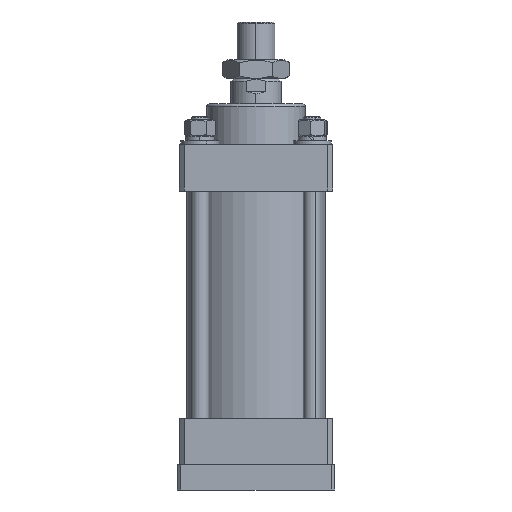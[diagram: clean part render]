
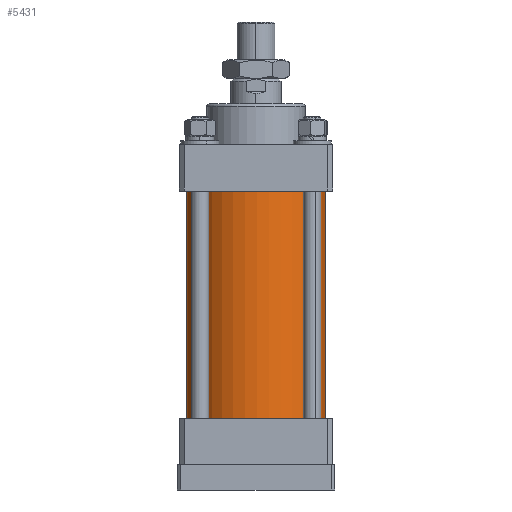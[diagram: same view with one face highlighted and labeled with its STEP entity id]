
A CAD part, front view. The second image highlights one B-rep face of the part: STEP entity #5431.
In plain terms, the highlighted cylindrical face has radius 55 mm (diameter 110 mm), a partial arc.
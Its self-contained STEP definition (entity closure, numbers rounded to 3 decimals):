
#10 = VERTEX_POINT ( 'NONE', #2049 ) ;
#200 = VERTEX_POINT ( 'NONE', #6143 ) ;
#248 = VERTEX_POINT ( 'NONE', #6100 ) ;
#506 = VERTEX_POINT ( 'NONE', #7088 ) ;
#966 = CARTESIAN_POINT ( 'NONE',  ( 55., 0., 180. ) ) ;
#968 = DIRECTION ( 'NONE',  ( 0., 0., -1. ) ) ;
#981 = CARTESIAN_POINT ( 'NONE',  ( -55., 0., 180. ) ) ;
#982 = DIRECTION ( 'NONE',  ( 0., 0., -1. ) ) ;
#1006 = CARTESIAN_POINT ( 'NONE',  ( 0., 0., 180. ) ) ;
#1007 = DIRECTION ( 'NONE',  ( 0., 0., 1. ) ) ;
#1008 = DIRECTION ( 'NONE',  ( 1., 0., 0. ) ) ;
#1025 = CARTESIAN_POINT ( 'NONE',  ( 0., 0., 0. ) ) ;
#1026 = DIRECTION ( 'NONE',  ( 0., 0., 1. ) ) ;
#1027 = DIRECTION ( 'NONE',  ( 1., 0., 0. ) ) ;
#2049 = CARTESIAN_POINT ( 'NONE',  ( 55., 0., 0. ) ) ;
#2149 = CIRCLE ( 'NONE', #2905, 55. ) ;
#2197 = CIRCLE ( 'NONE', #2910, 55. ) ;
#2203 = VECTOR ( 'NONE', #982, 1000. ) ;
#2207 = LINE ( 'NONE', #981, #2203 ) ;
#2226 = VECTOR ( 'NONE', #968, 1000. ) ;
#2232 = LINE ( 'NONE', #966, #2226 ) ;
#2297 = CYLINDRICAL_SURFACE ( 'NONE', #3050, 55. ) ;
#2905 = AXIS2_PLACEMENT_3D ( 'NONE', #1025, #1026, #1027 ) ;
#2910 = AXIS2_PLACEMENT_3D ( 'NONE', #1006, #1007, #1008 ) ;
#3050 = AXIS2_PLACEMENT_3D ( 'NONE', #7818, #7816, #7814 ) ;
#3558 = ORIENTED_EDGE ( 'NONE', *, *, #5701, .F. ) ;
#3559 = ORIENTED_EDGE ( 'NONE', *, *, #5709, .T. ) ;
#3561 = ORIENTED_EDGE ( 'NONE', *, *, #5717, .F. ) ;
#3567 = ORIENTED_EDGE ( 'NONE', *, *, #5725, .T. ) ;
#5204 = EDGE_LOOP ( 'NONE', ( #3558, #3561, #3559, #3567 ) ) ;
#5431 = ADVANCED_FACE ( 'NONE', ( #7121 ), #2297, .T. ) ;
#5701 = EDGE_CURVE ( 'NONE', #248, #10, #2232, .T. ) ;
#5709 = EDGE_CURVE ( 'NONE', #200, #506, #2207, .T. ) ;
#5717 = EDGE_CURVE ( 'NONE', #200, #248, #2197, .T. ) ;
#5725 = EDGE_CURVE ( 'NONE', #506, #10, #2149, .T. ) ;
#6100 = CARTESIAN_POINT ( 'NONE',  ( 55., 0., 180. ) ) ;
#6143 = CARTESIAN_POINT ( 'NONE',  ( -55., 0., 180. ) ) ;
#7088 = CARTESIAN_POINT ( 'NONE',  ( -55., 0., 0. ) ) ;
#7121 = FACE_OUTER_BOUND ( 'NONE', #5204, .T. ) ;
#7814 = DIRECTION ( 'NONE',  ( -1., 0., 0. ) ) ;
#7816 = DIRECTION ( 'NONE',  ( 0., 0., -1. ) ) ;
#7818 = CARTESIAN_POINT ( 'NONE',  ( 0., 0., 180. ) ) ;
